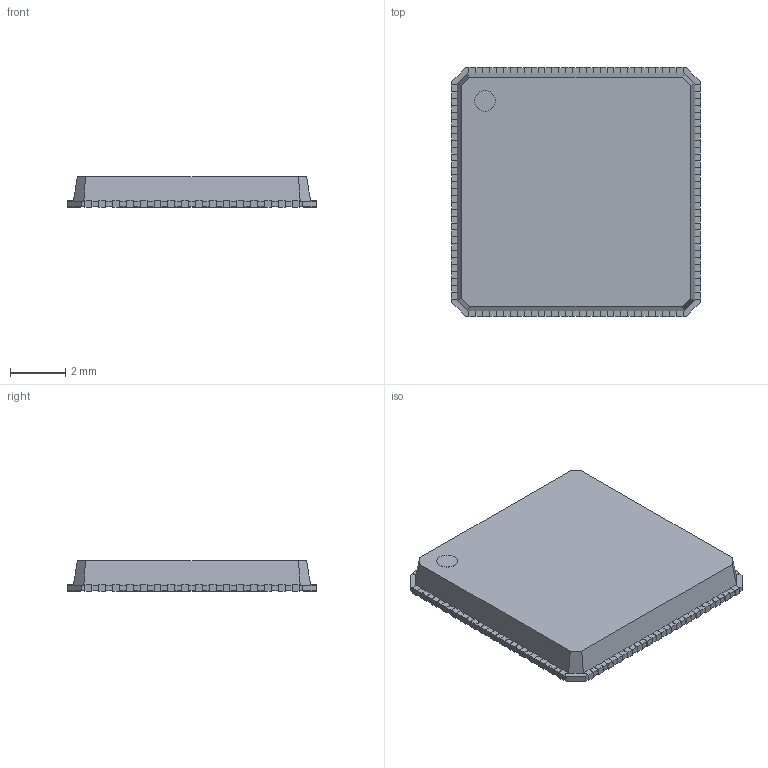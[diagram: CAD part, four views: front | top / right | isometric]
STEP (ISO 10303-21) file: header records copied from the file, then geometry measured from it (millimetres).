
FILE_DESCRIPTION(/* description */ (''),/* implementation_level */ '2;1');
FILE_NAME(/* name */ 'Skyworks QFN-64 9x9.step',/* time_stamp */ '2024-08-13T11:26:31+01:00',/* author */ (''),/* organization */ (''),/* preprocessor_version */ 'ST-DEVELOPER v20',/* originating_system */ 'Autodesk Translation Framework v13.14.0.145',/* authorisation */ '');
FILE_SCHEMA (('AUTOMOTIVE_DESIGN { 1 0 10303 214 3 1 1 }'));
Length unit declared in the file: millimetre
Products named in the file (1): Skyworks QFN-64 9x9
Bounding box: 9.04 x 9.04 x 1.1 mm (x, y, z)
Volume: 79.5 mm3; surface area: 196.5 mm2
Topology: 1 solids, 1 shells, 537 faces, 1599 edges, 1066 vertices
Faces by surface type: plane 536, cylinder 1
Full cylindrical faces by diameter (mm): 0.75 x1
Entity records: 17835 total; most frequent: CARTESIAN_POINT 3203, ORIENTED_EDGE 3198, DIRECTION 2677, EDGE_CURVE 1599, LINE 1597, VECTOR 1597, VERTEX_POINT 1066, AXIS2_PLACEMENT_3D 540
